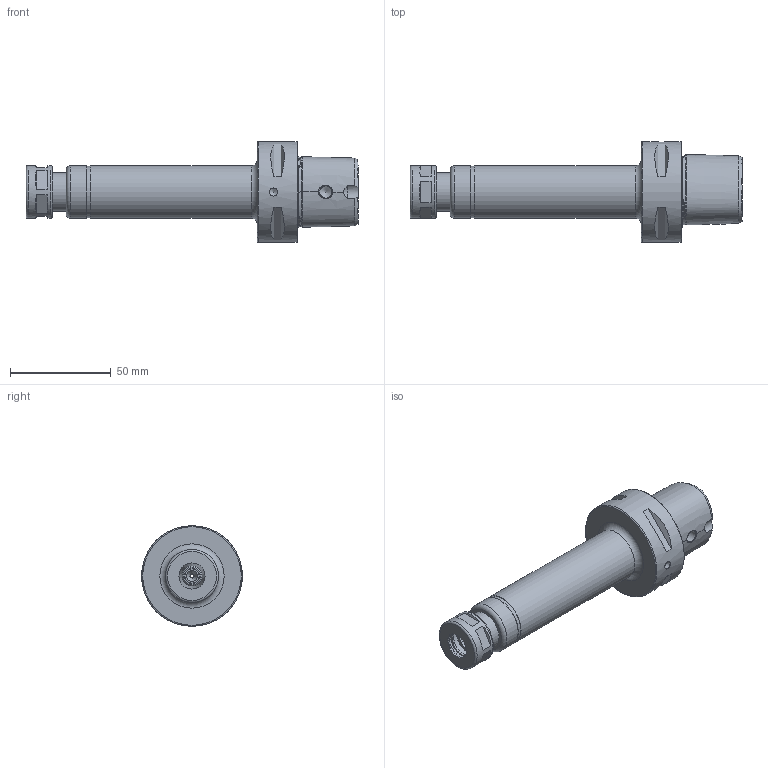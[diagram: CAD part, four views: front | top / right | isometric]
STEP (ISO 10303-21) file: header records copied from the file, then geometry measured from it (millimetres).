
FILE_DESCRIPTION((''),'2;1');
FILE_NAME('670000509135-3D.stp','2021-01-29T10:38:42',('nttooll'),(''),'Autodesk Inventor 2012','Autodesk Inventor 2012','');
FILE_SCHEMA(('AUTOMOTIVE_DESIGN { 1 0 10303 214 1 1 1 1 }'));
Length unit declared in the file: millimetre
Products named in the file (1): 670000509135-3D
Bounding box: 165 x 50 x 50 mm (x, y, z)
Volume: 102191.5 mm3; surface area: 27162 mm2
Topology: 1 solids, 1 shells, 143 faces, 297 edges, 184 vertices
Faces by surface type: plane 59, cylinder 38, cone 25, bspline 12, torus 9
Full cylindrical faces by diameter (mm): 1.7 x1, 3 x1, 3.5 x1, 4 x1, 5.5 x1, 6.1 x3, 7 x1, 7.787 x1, 8.8 x1, 9.3 x1, 10 x2, 10.5 x1, 13 x1, 13.5 x1, 14.5 x1, 15.5 x1, 16 x1, 19 x2, 21 x2, 24 x1, 25.6 x1, 26 x2, 26.3 x1, 50 x1
Entity records: 7062 total; most frequent: CARTESIAN_POINT 4338, DIRECTION 557, ORIENTED_EDGE 444, AXIS2_PLACEMENT_3D 249, EDGE_LOOP 238, EDGE_CURVE 222, VERTEX_POINT 172, FACE_OUTER_BOUND 143
